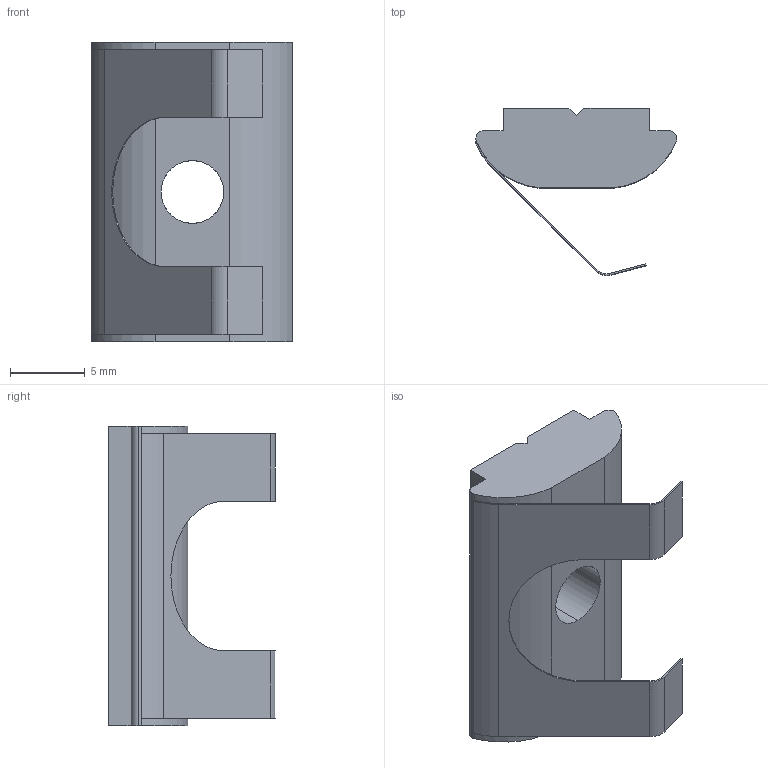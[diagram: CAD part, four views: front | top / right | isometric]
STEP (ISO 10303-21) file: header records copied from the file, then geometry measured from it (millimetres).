
FILE_DESCRIPTION (( 'STEP AP203' ), '1' );
FILE_NAME ('084.302.082.STEP', '2015-02-10T13:58:39', ( '' ), ( '' ), 'SwSTEP 2.0', 'SolidWorks 2012', '' );
FILE_SCHEMA (( 'CONFIG_CONTROL_DESIGN' ));
Length unit declared in the file: millimetre
Products named in the file (1): 084.302.082
Bounding box: 13.49 x 11.14 x 20 mm (x, y, z)
Volume: 1091.1 mm3; surface area: 1095.2 mm2
Topology: 1 solids, 1 shells, 45 faces, 120 edges, 76 vertices
Faces by surface type: plane 32, cylinder 13
Entity records: 1471 total; most frequent: CARTESIAN_POINT 260, ORIENTED_EDGE 240, DIRECTION 236, EDGE_CURVE 120, VECTOR 84, LINE 84, VERTEX_POINT 76, AXIS2_PLACEMENT_3D 76
